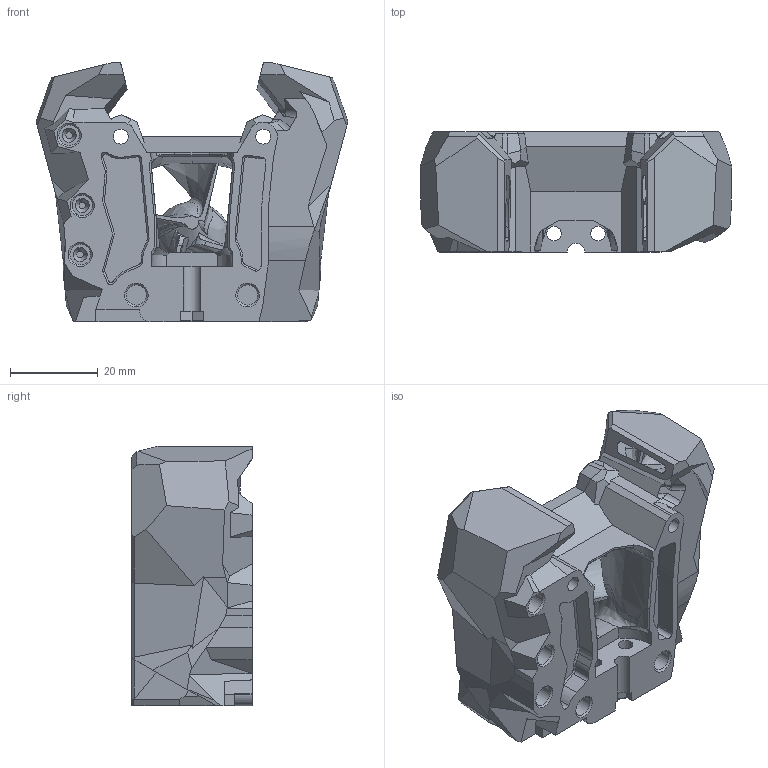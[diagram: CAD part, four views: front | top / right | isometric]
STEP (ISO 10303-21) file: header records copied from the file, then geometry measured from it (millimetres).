
FILE_DESCRIPTION (( 'STEP AP214' ), '1' );
FILE_NAME ('G2E - Revo - Filametrix - Front.STEP', '2024-03-05T14:23:06', ( '' ), ( '' ), 'SwSTEP 2.0', 'SolidWorks 2024', '' );
FILE_SCHEMA (( 'AUTOMOTIVE_DESIGN' ));
Length unit declared in the file: millimetre
Products named in the file (1): G2E - Revo - Filametrix -  Front
Bounding box: 71.07 x 27.4 x 59.13 mm (x, y, z)
Volume: 43161 mm3; surface area: 24235.7 mm2
Topology: 1 solids, 1 shells, 744 faces, 2224 edges, 1467 vertices
Faces by surface type: bspline 333, plane 316, cylinder 68, cone 27
Full cylindrical faces by diameter (mm): 3.305 x2, 3.4 x2, 4.6 x2, 4.7 x3, 5.8 x2
Entity records: 54189 total; most frequent: CARTESIAN_POINT 37264, ORIENTED_EDGE 4344, EDGE_CURVE 2172, DIRECTION 2134, VERTEX_POINT 1461, VECTOR 1032, LINE 1032, B_SPLINE_CURVE_WITH_KNOTS 937
